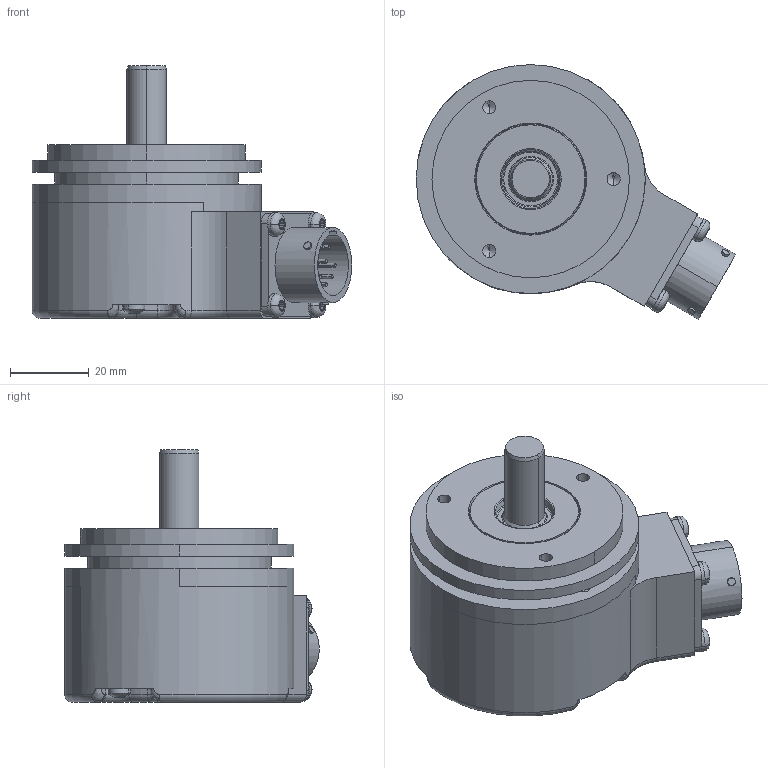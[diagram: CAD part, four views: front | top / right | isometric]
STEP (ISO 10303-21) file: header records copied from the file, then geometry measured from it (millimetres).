
FILE_DESCRIPTION((''),'2;1');
FILE_NAME('599142','2010-11-10T',('se2802'),(''),'PRO/ENGINEER BY PARAMETRIC TECHNOLOGY CORPORATION, 2010180','PRO/ENGINEER BY PARAMETRIC TECHNOLOGY CORPORATION, 2010180','');
FILE_SCHEMA(('CONFIG_CONTROL_DESIGN'));
Length unit declared in the file: millimetre
Products named in the file (1): 599142
Bounding box: 80.95 x 64.48 x 64 mm (x, y, z)
Volume: 122945.6 mm3; surface area: 20417.7 mm2
Topology: 1 solids, 3 shells, 968 faces, 2592 edges, 1697 vertices
Faces by surface type: extrusion 324, plane 307, cylinder 252, torus 37, cone 22, bspline 14, sphere 12
Entity records: 35214 total; most frequent: CARTESIAN_POINT 12028, ORIENTED_EDGE 5172, DIRECTION 4051, EDGE_CURVE 2586, VERTEX_POINT 1697, VECTOR 1353, AXIS2_PLACEMENT_3D 1349, B_SPLINE_CURVE_WITH_KNOTS 1162
